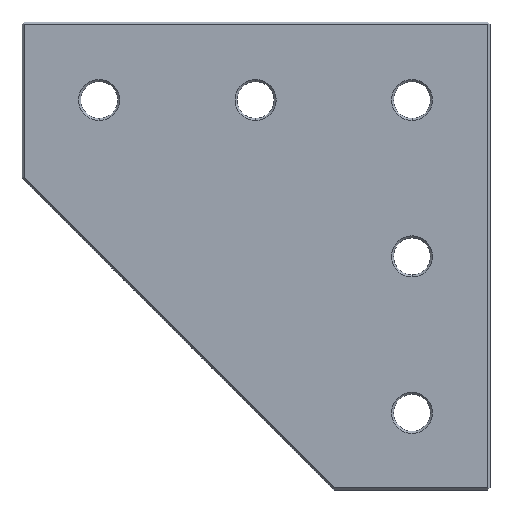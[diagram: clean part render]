
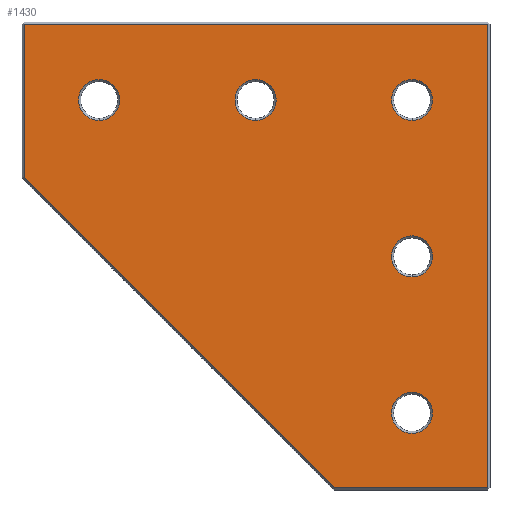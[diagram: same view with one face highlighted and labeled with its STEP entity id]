
A CAD part, front view. The second image highlights one B-rep face of the part: STEP entity #1430.
In plain terms, the highlighted planar face has unit normal (0, -1, 0).
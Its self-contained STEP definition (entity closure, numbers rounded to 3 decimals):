
#7 = ORIENTED_EDGE ( 'NONE', *, *, #447, .T. ) ;
#11 = CARTESIAN_POINT ( 'NONE',  ( -38.1, 0., 38.1 ) ) ;
#15 = DIRECTION ( 'NONE',  ( 0., 0., 1. ) ) ;
#18 = VECTOR ( 'NONE', #988, 1000. ) ;
#19 = CIRCLE ( 'NONE', #250, 5. ) ;
#22 = VECTOR ( 'NONE', #1075, 1000. ) ;
#26 = DIRECTION ( 'NONE',  ( 0., 1., 0. ) ) ;
#33 = EDGE_CURVE ( 'NONE', #1262, #1539, #762, .T. ) ;
#47 = AXIS2_PLACEMENT_3D ( 'NONE', #1114, #868, #15 ) ;
#55 = VERTEX_POINT ( 'NONE', #1422 ) ;
#63 = DIRECTION ( 'NONE',  ( 0., 0., 1. ) ) ;
#66 = DIRECTION ( 'NONE',  ( 0., 0., 1. ) ) ;
#68 = ORIENTED_EDGE ( 'NONE', *, *, #33, .T. ) ;
#71 = EDGE_CURVE ( 'NONE', #1541, #55, #1109, .T. ) ;
#78 = AXIS2_PLACEMENT_3D ( 'NONE', #1309, #26, #939 ) ;
#82 = CARTESIAN_POINT ( 'NONE',  ( -38.1, 0., 33.1 ) ) ;
#108 = CARTESIAN_POINT ( 'NONE',  ( 56.6, 0., 57.1 ) ) ;
#118 = LINE ( 'NONE', #468, #283 ) ;
#124 = DIRECTION ( 'NONE',  ( 1., 0., 0. ) ) ;
#148 = EDGE_LOOP ( 'NONE', ( #68, #881, #1127, #1551, #941 ) ) ;
#169 = ORIENTED_EDGE ( 'NONE', *, *, #559, .T. ) ;
#175 = EDGE_LOOP ( 'NONE', ( #169, #1512 ) ) ;
#177 = CIRCLE ( 'NONE', #765, 5. ) ;
#200 = CARTESIAN_POINT ( 'NONE',  ( -38.1, 0., 38.1 ) ) ;
#222 = DIRECTION ( 'NONE',  ( 0., 0., 1. ) ) ;
#228 = EDGE_CURVE ( 'NONE', #306, #506, #740, .T. ) ;
#246 = EDGE_CURVE ( 'NONE', #1160, #1350, #666, .T. ) ;
#250 = AXIS2_PLACEMENT_3D ( 'NONE', #731, #1356, #1220 ) ;
#271 = ORIENTED_EDGE ( 'NONE', *, *, #246, .T. ) ;
#283 = VECTOR ( 'NONE', #491, 1000. ) ;
#306 = VERTEX_POINT ( 'NONE', #1394 ) ;
#307 = AXIS2_PLACEMENT_3D ( 'NONE', #453, #940, #927 ) ;
#339 = ORIENTED_EDGE ( 'NONE', *, *, #1098, .T. ) ;
#347 = CARTESIAN_POINT ( 'NONE',  ( 56.6, 0., 56.6 ) ) ;
#365 = AXIS2_PLACEMENT_3D ( 'NONE', #377, #859, #124 ) ;
#371 = FACE_BOUND ( 'NONE', #1010, .T. ) ;
#377 = CARTESIAN_POINT ( 'NONE',  ( 57.1, 0., 57.1 ) ) ;
#386 = DIRECTION ( 'NONE',  ( 0., 1., 0. ) ) ;
#394 = FACE_BOUND ( 'NONE', #1340, .T. ) ;
#405 = EDGE_CURVE ( 'NONE', #1377, #1268, #1519, .T. ) ;
#424 = EDGE_CURVE ( 'NONE', #1393, #1219, #863, .T. ) ;
#425 = DIRECTION ( 'NONE',  ( 0., 1., 0. ) ) ;
#428 = CARTESIAN_POINT ( 'NONE',  ( 0., 0., 38.1 ) ) ;
#433 = EDGE_LOOP ( 'NONE', ( #956, #438 ) ) ;
#438 = ORIENTED_EDGE ( 'NONE', *, *, #424, .T. ) ;
#447 = EDGE_CURVE ( 'NONE', #1350, #1160, #177, .T. ) ;
#453 = CARTESIAN_POINT ( 'NONE',  ( 38.1, 0., 0. ) ) ;
#463 = AXIS2_PLACEMENT_3D ( 'NONE', #1530, #425, #63 ) ;
#468 = CARTESIAN_POINT ( 'NONE',  ( -56.4, 0., 57.1 ) ) ;
#491 = DIRECTION ( 'NONE',  ( 0., 0., -1. ) ) ;
#497 = PLANE ( 'NONE',  #365 ) ;
#506 = VERTEX_POINT ( 'NONE', #698 ) ;
#511 = FACE_BOUND ( 'NONE', #809, .T. ) ;
#516 = AXIS2_PLACEMENT_3D ( 'NONE', #1108, #386, #1349 ) ;
#551 = CARTESIAN_POINT ( 'NONE',  ( 0., 0., 33.1 ) ) ;
#559 = EDGE_CURVE ( 'NONE', #1268, #1377, #19, .T. ) ;
#630 = FACE_BOUND ( 'NONE', #175, .T. ) ;
#645 = CARTESIAN_POINT ( 'NONE',  ( 57.1, 0., 56.6 ) ) ;
#666 = CIRCLE ( 'NONE', #944, 5. ) ;
#691 = CARTESIAN_POINT ( 'NONE',  ( 38.1, 0., -33.1 ) ) ;
#698 = CARTESIAN_POINT ( 'NONE',  ( 38.1, 0., 43.1 ) ) ;
#708 = LINE ( 'NONE', #108, #22 ) ;
#712 = CARTESIAN_POINT ( 'NONE',  ( 38.1, 0., 5. ) ) ;
#728 = EDGE_CURVE ( 'NONE', #506, #306, #1353, .T. ) ;
#731 = CARTESIAN_POINT ( 'NONE',  ( 38.1, 0., 0. ) ) ;
#735 = VECTOR ( 'NONE', #889, 1000. ) ;
#740 = CIRCLE ( 'NONE', #47, 5. ) ;
#752 = DIRECTION ( 'NONE',  ( 0., 1., 0. ) ) ;
#762 = LINE ( 'NONE', #645, #735 ) ;
#765 = AXIS2_PLACEMENT_3D ( 'NONE', #1559, #1412, #1417 ) ;
#780 = ORIENTED_EDGE ( 'NONE', *, *, #228, .T. ) ;
#809 = EDGE_LOOP ( 'NONE', ( #780, #1103 ) ) ;
#847 = EDGE_CURVE ( 'NONE', #55, #1262, #708, .T. ) ;
#859 = DIRECTION ( 'NONE',  ( 0., 1., 0. ) ) ;
#860 = EDGE_CURVE ( 'NONE', #1539, #1033, #118, .T. ) ;
#863 = CIRCLE ( 'NONE', #1451, 5. ) ;
#868 = DIRECTION ( 'NONE',  ( 0., 1., 0. ) ) ;
#870 = AXIS2_PLACEMENT_3D ( 'NONE', #11, #752, #1006 ) ;
#881 = ORIENTED_EDGE ( 'NONE', *, *, #860, .T. ) ;
#889 = DIRECTION ( 'NONE',  ( -1., 0., 0. ) ) ;
#907 = DIRECTION ( 'NONE',  ( 0., 1., 0. ) ) ;
#927 = DIRECTION ( 'NONE',  ( 0., 0., 1. ) ) ;
#939 = DIRECTION ( 'NONE',  ( 0., 0., 1. ) ) ;
#940 = DIRECTION ( 'NONE',  ( 0., 1., 0. ) ) ;
#941 = ORIENTED_EDGE ( 'NONE', *, *, #847, .T. ) ;
#944 = AXIS2_PLACEMENT_3D ( 'NONE', #428, #907, #66 ) ;
#956 = ORIENTED_EDGE ( 'NONE', *, *, #1485, .T. ) ;
#979 = CARTESIAN_POINT ( 'NONE',  ( -38.1, 0., 43.1 ) ) ;
#981 = CARTESIAN_POINT ( 'NONE',  ( -56.4, 0., 19.307 ) ) ;
#986 = LINE ( 'NONE', #1471, #1434 ) ;
#988 = DIRECTION ( 'NONE',  ( 1., 0., 0. ) ) ;
#997 = FACE_BOUND ( 'NONE', #433, .T. ) ;
#1006 = DIRECTION ( 'NONE',  ( 0., 0., 1. ) ) ;
#1010 = EDGE_LOOP ( 'NONE', ( #339, #1391 ) ) ;
#1013 = CARTESIAN_POINT ( 'NONE',  ( -56.4, 0., 56.6 ) ) ;
#1033 = VERTEX_POINT ( 'NONE', #981 ) ;
#1045 = CARTESIAN_POINT ( 'NONE',  ( 19.307, 0., -56.4 ) ) ;
#1046 = VERTEX_POINT ( 'NONE', #1484 ) ;
#1050 = CIRCLE ( 'NONE', #463, 5. ) ;
#1075 = DIRECTION ( 'NONE',  ( 0., 0., 1. ) ) ;
#1092 = CARTESIAN_POINT ( 'NONE',  ( 38.1, 0., -5. ) ) ;
#1098 = EDGE_CURVE ( 'NONE', #1046, #1153, #1050, .T. ) ;
#1103 = ORIENTED_EDGE ( 'NONE', *, *, #728, .T. ) ;
#1108 = CARTESIAN_POINT ( 'NONE',  ( 38.1, 0., -38.1 ) ) ;
#1109 = LINE ( 'NONE', #1142, #18 ) ;
#1114 = CARTESIAN_POINT ( 'NONE',  ( 38.1, 0., 38.1 ) ) ;
#1115 = DIRECTION ( 'NONE',  ( 0.707, 0., -0.707 ) ) ;
#1127 = ORIENTED_EDGE ( 'NONE', *, *, #1517, .T. ) ;
#1142 = CARTESIAN_POINT ( 'NONE',  ( 57.1, 0., -56.4 ) ) ;
#1153 = VERTEX_POINT ( 'NONE', #691 ) ;
#1160 = VERTEX_POINT ( 'NONE', #551 ) ;
#1183 = DIRECTION ( 'NONE',  ( 0., 1., 0. ) ) ;
#1219 = VERTEX_POINT ( 'NONE', #82 ) ;
#1220 = DIRECTION ( 'NONE',  ( 0., 0., 1. ) ) ;
#1257 = FACE_OUTER_BOUND ( 'NONE', #148, .T. ) ;
#1262 = VERTEX_POINT ( 'NONE', #347 ) ;
#1268 = VERTEX_POINT ( 'NONE', #1092 ) ;
#1309 = CARTESIAN_POINT ( 'NONE',  ( 38.1, 0., 38.1 ) ) ;
#1310 = CIRCLE ( 'NONE', #516, 5. ) ;
#1340 = EDGE_LOOP ( 'NONE', ( #271, #7 ) ) ;
#1349 = DIRECTION ( 'NONE',  ( 0., 0., 1. ) ) ;
#1350 = VERTEX_POINT ( 'NONE', #1545 ) ;
#1353 = CIRCLE ( 'NONE', #78, 5. ) ;
#1356 = DIRECTION ( 'NONE',  ( 0., 1., 0. ) ) ;
#1377 = VERTEX_POINT ( 'NONE', #712 ) ;
#1391 = ORIENTED_EDGE ( 'NONE', *, *, #1474, .T. ) ;
#1393 = VERTEX_POINT ( 'NONE', #979 ) ;
#1394 = CARTESIAN_POINT ( 'NONE',  ( 38.1, 0., 33.1 ) ) ;
#1412 = DIRECTION ( 'NONE',  ( 0., 1., 0. ) ) ;
#1417 = DIRECTION ( 'NONE',  ( 0., 0., 1. ) ) ;
#1422 = CARTESIAN_POINT ( 'NONE',  ( 56.6, 0., -56.4 ) ) ;
#1430 = ADVANCED_FACE ( 'NONE', ( #997, #630, #371, #511, #394, #1257 ), #497, .F. ) ;
#1434 = VECTOR ( 'NONE', #1115, 1000. ) ;
#1451 = AXIS2_PLACEMENT_3D ( 'NONE', #200, #1183, #222 ) ;
#1471 = CARTESIAN_POINT ( 'NONE',  ( -18.546, 0., -18.546 ) ) ;
#1474 = EDGE_CURVE ( 'NONE', #1153, #1046, #1310, .T. ) ;
#1484 = CARTESIAN_POINT ( 'NONE',  ( 38.1, 0., -43.1 ) ) ;
#1485 = EDGE_CURVE ( 'NONE', #1219, #1393, #1550, .T. ) ;
#1512 = ORIENTED_EDGE ( 'NONE', *, *, #405, .T. ) ;
#1517 = EDGE_CURVE ( 'NONE', #1033, #1541, #986, .T. ) ;
#1519 = CIRCLE ( 'NONE', #307, 5. ) ;
#1530 = CARTESIAN_POINT ( 'NONE',  ( 38.1, 0., -38.1 ) ) ;
#1539 = VERTEX_POINT ( 'NONE', #1013 ) ;
#1541 = VERTEX_POINT ( 'NONE', #1045 ) ;
#1545 = CARTESIAN_POINT ( 'NONE',  ( 0., 0., 43.1 ) ) ;
#1550 = CIRCLE ( 'NONE', #870, 5. ) ;
#1551 = ORIENTED_EDGE ( 'NONE', *, *, #71, .T. ) ;
#1559 = CARTESIAN_POINT ( 'NONE',  ( 0., 0., 38.1 ) ) ;
